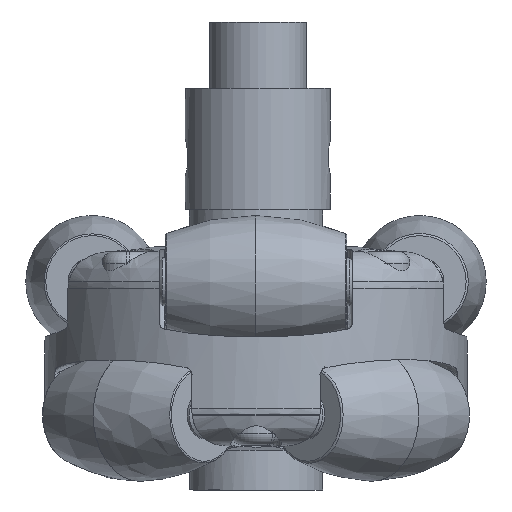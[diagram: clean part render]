
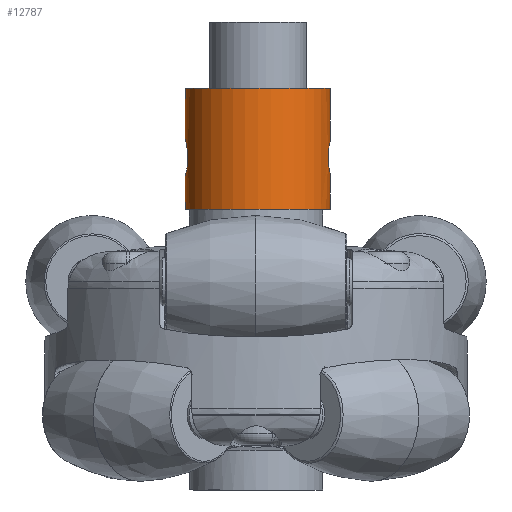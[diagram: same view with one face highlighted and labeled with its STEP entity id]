
A CAD part, left-side view. The second image highlights one B-rep face of the part: STEP entity #12787.
In plain terms, the highlighted cylindrical face has radius 6 mm (diameter 12 mm), a full revolution.
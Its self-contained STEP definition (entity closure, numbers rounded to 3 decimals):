
#253=FACE_BOUND('',#2801,.T.);
#254=FACE_BOUND('',#2802,.T.);
#545=B_SPLINE_CURVE_WITH_KNOTS('',3,(#24403,#24404,#24405,#24406,#24407,
#24408,#24409,#24410,#24411,#24412,#24413,#24414,#24415,#24416,#24417,#24418,
#24419,#24420),.UNSPECIFIED.,.F.,.F.,(4,2,2,2,2,2,2,2,4),(0.227,
0.284,0.341,0.397,0.454,
0.511,0.568,0.624,0.681),
 .UNSPECIFIED.);
#546=B_SPLINE_CURVE_WITH_KNOTS('',3,(#24422,#24423,#24424,#24425,#24426,
#24427,#24428,#24429,#24430,#24431),.UNSPECIFIED.,.F.,.F.,(4,2,2,2,4),(0.908,
0.965,1.022,1.079,1.135),
 .UNSPECIFIED.);
#548=B_SPLINE_CURVE_WITH_KNOTS('',3,(#24468,#24469,#24470,#24471,#24472,
#24473,#24474,#24475,#24476,#24477),.UNSPECIFIED.,.F.,.F.,(4,2,2,2,4),(0.681,
0.738,0.795,0.851,0.908),
 .UNSPECIFIED.);
#550=B_SPLINE_CURVE_WITH_KNOTS('',3,(#24516,#24517,#24518,#24519,#24520,
#24521,#24522,#24523,#24524,#24525,#24526,#24527,#24528,#24529,#24530,#24531,
#24532,#24533,#24534,#24535,#24536,#24537,#24538,#24539,#24540,#24541,#24542,
#24543,#24544,#24545,#24546,#24547,#24548,#24549),.UNSPECIFIED.,.T.,.F.,
(4,2,2,2,2,2,2,2,2,2,2,2,2,2,2,2,4),(0.,0.057,0.114,
0.17,0.227,0.284,0.341,
0.397,0.454,0.511,0.568,
0.624,0.681,0.738,0.795,
0.851,0.908),.UNSPECIFIED.);
#690=CYLINDRICAL_SURFACE('',#14200,6.);
#1257=CIRCLE('',#14201,6.);
#1258=CIRCLE('',#14202,6.);
#1983=FACE_OUTER_BOUND('',#2800,.T.);
#2800=EDGE_LOOP('',(#11360,#11361,#11362,#11363));
#2801=EDGE_LOOP('',(#11364));
#2802=EDGE_LOOP('',(#11365,#11366,#11367));
#3830=LINE('',#24568,#4854);
#4854=VECTOR('',#17694,6.);
#6035=VERTEX_POINT('',#24401);
#6036=VERTEX_POINT('',#24402);
#6037=VERTEX_POINT('',#24421);
#6040=VERTEX_POINT('',#24514);
#6045=VERTEX_POINT('',#24565);
#6046=VERTEX_POINT('',#24567);
#7805=EDGE_CURVE('',#6035,#6036,#545,.T.);
#7806=EDGE_CURVE('',#6037,#6035,#546,.T.);
#7809=EDGE_CURVE('',#6036,#6037,#548,.T.);
#7812=EDGE_CURVE('',#6040,#6040,#550,.T.);
#7819=EDGE_CURVE('',#6045,#6045,#1257,.T.);
#7820=EDGE_CURVE('',#6045,#6046,#3830,.T.);
#7821=EDGE_CURVE('',#6046,#6046,#1258,.T.);
#11360=ORIENTED_EDGE('',*,*,#7819,.F.);
#11361=ORIENTED_EDGE('',*,*,#7820,.T.);
#11362=ORIENTED_EDGE('',*,*,#7821,.T.);
#11363=ORIENTED_EDGE('',*,*,#7820,.F.);
#11364=ORIENTED_EDGE('',*,*,#7812,.T.);
#11365=ORIENTED_EDGE('',*,*,#7805,.T.);
#11366=ORIENTED_EDGE('',*,*,#7809,.T.);
#11367=ORIENTED_EDGE('',*,*,#7806,.T.);
#12787=ADVANCED_FACE('',(#1983,#253,#254),#690,.T.);
#14200=AXIS2_PLACEMENT_3D('',#24564,#17690,#17691);
#14201=AXIS2_PLACEMENT_3D('',#24566,#17692,#17693);
#14202=AXIS2_PLACEMENT_3D('',#24569,#17695,#17696);
#17690=DIRECTION('center_axis',(0.,0.,1.));
#17691=DIRECTION('ref_axis',(1.,0.,0.));
#17692=DIRECTION('center_axis',(0.,0.,1.));
#17693=DIRECTION('ref_axis',(1.,0.,0.));
#17694=DIRECTION('',(0.,0.,-1.));
#17695=DIRECTION('center_axis',(0.,0.,1.));
#17696=DIRECTION('ref_axis',(1.,0.,0.));
#24401=CARTESIAN_POINT('',(0.,6.,5.8));
#24402=CARTESIAN_POINT('',(0.,6.,2.8));
#24403=CARTESIAN_POINT('Ctrl Pts',(0.,6.,5.8));
#24404=CARTESIAN_POINT('Ctrl Pts',(-0.189,6.,5.8));
#24405=CARTESIAN_POINT('Ctrl Pts',(-0.39,5.99,
5.762));
#24406=CARTESIAN_POINT('Ctrl Pts',(-0.76,5.955,
5.609));
#24407=CARTESIAN_POINT('Ctrl Pts',(-0.928,5.929,
5.493));
#24408=CARTESIAN_POINT('Ctrl Pts',(-1.193,5.882,5.228));
#24409=CARTESIAN_POINT('Ctrl Pts',(-1.309,5.856,5.06));
#24410=CARTESIAN_POINT('Ctrl Pts',(-1.462,5.82,4.69));
#24411=CARTESIAN_POINT('Ctrl Pts',(-1.5,5.809,4.489));
#24412=CARTESIAN_POINT('Ctrl Pts',(-1.5,5.809,4.111));
#24413=CARTESIAN_POINT('Ctrl Pts',(-1.462,5.82,3.91));
#24414=CARTESIAN_POINT('Ctrl Pts',(-1.309,5.856,3.54));
#24415=CARTESIAN_POINT('Ctrl Pts',(-1.193,5.882,3.372));
#24416=CARTESIAN_POINT('Ctrl Pts',(-0.928,5.929,
3.107));
#24417=CARTESIAN_POINT('Ctrl Pts',(-0.76,5.955,
2.991));
#24418=CARTESIAN_POINT('Ctrl Pts',(-0.39,5.99,
2.838));
#24419=CARTESIAN_POINT('Ctrl Pts',(-0.189,6.,2.8));
#24420=CARTESIAN_POINT('Ctrl Pts',(0.,6.,2.8));
#24421=CARTESIAN_POINT('',(1.5,5.809,4.3));
#24422=CARTESIAN_POINT('Ctrl Pts',(1.5,5.809,4.3));
#24423=CARTESIAN_POINT('Ctrl Pts',(1.5,5.809,4.489));
#24424=CARTESIAN_POINT('Ctrl Pts',(1.462,5.82,4.69));
#24425=CARTESIAN_POINT('Ctrl Pts',(1.309,5.856,5.06));
#24426=CARTESIAN_POINT('Ctrl Pts',(1.193,5.882,5.228));
#24427=CARTESIAN_POINT('Ctrl Pts',(0.928,5.929,5.493));
#24428=CARTESIAN_POINT('Ctrl Pts',(0.76,5.955,5.609));
#24429=CARTESIAN_POINT('Ctrl Pts',(0.39,5.99,5.762));
#24430=CARTESIAN_POINT('Ctrl Pts',(0.189,6.,5.8));
#24431=CARTESIAN_POINT('Ctrl Pts',(0.,6.,5.8));
#24468=CARTESIAN_POINT('Ctrl Pts',(0.,6.,2.8));
#24469=CARTESIAN_POINT('Ctrl Pts',(0.189,6.,2.8));
#24470=CARTESIAN_POINT('Ctrl Pts',(0.39,5.99,2.838));
#24471=CARTESIAN_POINT('Ctrl Pts',(0.76,5.955,2.991));
#24472=CARTESIAN_POINT('Ctrl Pts',(0.928,5.929,3.107));
#24473=CARTESIAN_POINT('Ctrl Pts',(1.193,5.882,3.372));
#24474=CARTESIAN_POINT('Ctrl Pts',(1.309,5.856,3.54));
#24475=CARTESIAN_POINT('Ctrl Pts',(1.462,5.82,3.91));
#24476=CARTESIAN_POINT('Ctrl Pts',(1.5,5.809,4.111));
#24477=CARTESIAN_POINT('Ctrl Pts',(1.5,5.809,4.3));
#24514=CARTESIAN_POINT('',(1.5,-5.809,4.3));
#24516=CARTESIAN_POINT('Ctrl Pts',(1.5,-5.809,4.3));
#24517=CARTESIAN_POINT('Ctrl Pts',(1.5,-5.809,4.111));
#24518=CARTESIAN_POINT('Ctrl Pts',(1.462,-5.82,3.91));
#24519=CARTESIAN_POINT('Ctrl Pts',(1.309,-5.856,3.54));
#24520=CARTESIAN_POINT('Ctrl Pts',(1.193,-5.882,3.372));
#24521=CARTESIAN_POINT('Ctrl Pts',(0.928,-5.929,
3.107));
#24522=CARTESIAN_POINT('Ctrl Pts',(0.76,-5.955,
2.991));
#24523=CARTESIAN_POINT('Ctrl Pts',(0.39,-5.99,
2.838));
#24524=CARTESIAN_POINT('Ctrl Pts',(0.189,-6.,2.8));
#24525=CARTESIAN_POINT('Ctrl Pts',(-0.189,-6.,2.8));
#24526=CARTESIAN_POINT('Ctrl Pts',(-0.39,-5.99,
2.838));
#24527=CARTESIAN_POINT('Ctrl Pts',(-0.76,-5.955,
2.991));
#24528=CARTESIAN_POINT('Ctrl Pts',(-0.928,-5.929,
3.107));
#24529=CARTESIAN_POINT('Ctrl Pts',(-1.193,-5.882,
3.372));
#24530=CARTESIAN_POINT('Ctrl Pts',(-1.309,-5.856,3.54));
#24531=CARTESIAN_POINT('Ctrl Pts',(-1.462,-5.82,
3.91));
#24532=CARTESIAN_POINT('Ctrl Pts',(-1.5,-5.809,4.111));
#24533=CARTESIAN_POINT('Ctrl Pts',(-1.5,-5.809,4.489));
#24534=CARTESIAN_POINT('Ctrl Pts',(-1.462,-5.82,
4.69));
#24535=CARTESIAN_POINT('Ctrl Pts',(-1.309,-5.856,5.06));
#24536=CARTESIAN_POINT('Ctrl Pts',(-1.193,-5.882,
5.228));
#24537=CARTESIAN_POINT('Ctrl Pts',(-0.928,-5.929,
5.493));
#24538=CARTESIAN_POINT('Ctrl Pts',(-0.76,-5.955,
5.609));
#24539=CARTESIAN_POINT('Ctrl Pts',(-0.39,-5.99,
5.762));
#24540=CARTESIAN_POINT('Ctrl Pts',(-0.189,-6.,5.8));
#24541=CARTESIAN_POINT('Ctrl Pts',(0.189,-6.,5.8));
#24542=CARTESIAN_POINT('Ctrl Pts',(0.39,-5.99,
5.762));
#24543=CARTESIAN_POINT('Ctrl Pts',(0.76,-5.955,
5.609));
#24544=CARTESIAN_POINT('Ctrl Pts',(0.928,-5.929,
5.493));
#24545=CARTESIAN_POINT('Ctrl Pts',(1.193,-5.882,5.228));
#24546=CARTESIAN_POINT('Ctrl Pts',(1.309,-5.856,5.06));
#24547=CARTESIAN_POINT('Ctrl Pts',(1.462,-5.82,4.69));
#24548=CARTESIAN_POINT('Ctrl Pts',(1.5,-5.809,4.489));
#24549=CARTESIAN_POINT('Ctrl Pts',(1.5,-5.809,4.3));
#24564=CARTESIAN_POINT('Origin',(0.,0.,0.));
#24565=CARTESIAN_POINT('',(-6.,0.,10.));
#24566=CARTESIAN_POINT('Origin',(0.,0.,10.));
#24567=CARTESIAN_POINT('',(-6.,0.,0.));
#24568=CARTESIAN_POINT('',(-6.,0.,0.));
#24569=CARTESIAN_POINT('Origin',(0.,0.,0.));
